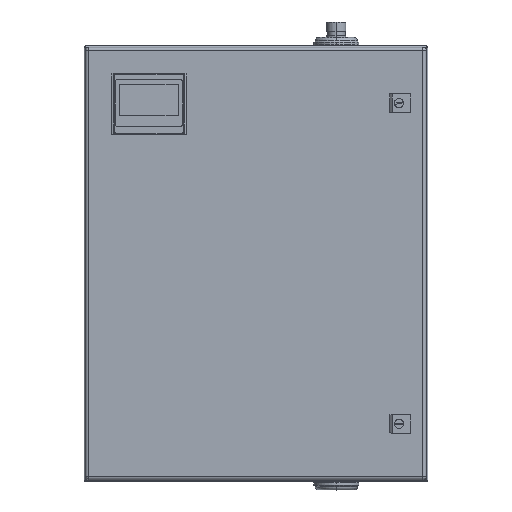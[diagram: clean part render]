
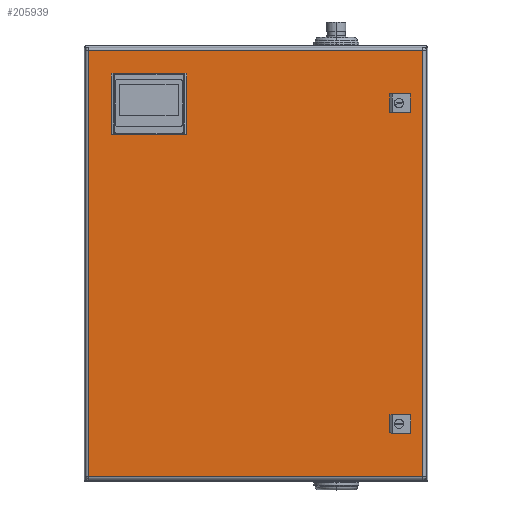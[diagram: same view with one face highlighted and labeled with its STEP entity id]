
A CAD part, top view. The second image highlights one B-rep face of the part: STEP entity #205939.
In plain terms, the highlighted planar face has unit normal (0, 0, 1).
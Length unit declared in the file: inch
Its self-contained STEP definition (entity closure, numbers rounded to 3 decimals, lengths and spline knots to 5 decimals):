
#678 = DIRECTION ( 'NONE',  ( 0., -1., 0. ) ) ;
#3211 = ORIENTED_EDGE ( 'NONE', *, *, #118004, .F. ) ;
#4126 = EDGE_CURVE ( 'NONE', #32360, #203755, #163020, .T. ) ;
#6128 = ORIENTED_EDGE ( 'NONE', *, *, #100905, .F. ) ;
#6420 = VERTEX_POINT ( 'NONE', #25411 ) ;
#7155 = ORIENTED_EDGE ( 'NONE', *, *, #7736, .T. ) ;
#7212 = DIRECTION ( 'NONE',  ( -1., 0., 0. ) ) ;
#7736 = EDGE_CURVE ( 'NONE', #149084, #35977, #112247, .T. ) ;
#8236 = LINE ( 'NONE', #9293, #113534 ) ;
#9181 = DIRECTION ( 'NONE',  ( 0., -1., 0. ) ) ;
#9293 = CARTESIAN_POINT ( 'NONE',  ( -11.51575, 10.58858, 8.26772 ) ) ;
#10159 = ORIENTED_EDGE ( 'NONE', *, *, #163448, .T. ) ;
#12993 = CARTESIAN_POINT ( 'NONE',  ( -9.73228, 12.8622, 8.26772 ) ) ;
#13686 = EDGE_CURVE ( 'NONE', #51017, #32360, #57877, .T. ) ;
#17956 = ORIENTED_EDGE ( 'NONE', *, *, #150062, .T. ) ;
#18366 = DIRECTION ( 'NONE',  ( 1., 0., 0. ) ) ;
#20095 = VECTOR ( 'NONE', #31131, 39.37008 ) ;
#23994 = ORIENTED_EDGE ( 'NONE', *, *, #62240, .T. ) ;
#25411 = CARTESIAN_POINT ( 'NONE',  ( 10.25787, -10.58858, 8.26772 ) ) ;
#26223 = AXIS2_PLACEMENT_3D ( 'NONE', #47289, #110711, #129445 ) ;
#26456 = DIRECTION ( 'NONE',  ( 0., -1., 0. ) ) ;
#28091 = LINE ( 'NONE', #63568, #20095 ) ;
#29361 = VERTEX_POINT ( 'NONE', #173305 ) ;
#29425 = EDGE_LOOP ( 'NONE', ( #59987, #40667, #7155, #17956 ) ) ;
#30681 = VERTEX_POINT ( 'NONE', #179829 ) ;
#31031 = CARTESIAN_POINT ( 'NONE',  ( 10.25787, -14.64567, 8.26772 ) ) ;
#31131 = DIRECTION ( 'NONE',  ( 0., 1., 0. ) ) ;
#32360 = VERTEX_POINT ( 'NONE', #48457 ) ;
#35977 = VERTEX_POINT ( 'NONE', #177668 ) ;
#36204 = DIRECTION ( 'NONE',  ( 0., 1., 0. ) ) ;
#37066 = CARTESIAN_POINT ( 'NONE',  ( 10.25787, -11.45866, 8.26772 ) ) ;
#39930 = VECTOR ( 'NONE', #678, 39.37008 ) ;
#40357 = VECTOR ( 'NONE', #26456, 39.37008 ) ;
#40667 = ORIENTED_EDGE ( 'NONE', *, *, #122791, .T. ) ;
#42436 = VECTOR ( 'NONE', #36204, 39.37008 ) ;
#44408 = CARTESIAN_POINT ( 'NONE',  ( -11.51575, 11.45866, 8.26772 ) ) ;
#47289 = CARTESIAN_POINT ( 'NONE',  ( -11.51575, -14.64567, 8.26772 ) ) ;
#48457 = CARTESIAN_POINT ( 'NONE',  ( 9.3878, -11.45866, 8.26772 ) ) ;
#51017 = VERTEX_POINT ( 'NONE', #37066 ) ;
#57877 = LINE ( 'NONE', #91152, #72948 ) ;
#58183 = EDGE_CURVE ( 'NONE', #6420, #51017, #59367, .T. ) ;
#59366 = DIRECTION ( 'NONE',  ( 1., 0., 0. ) ) ;
#59367 = LINE ( 'NONE', #31031, #137410 ) ;
#59987 = ORIENTED_EDGE ( 'NONE', *, *, #75856, .T. ) ;
#61652 = CARTESIAN_POINT ( 'NONE',  ( 9.3878, -10.58858, 8.26772 ) ) ;
#62240 = EDGE_CURVE ( 'NONE', #203755, #6420, #143343, .T. ) ;
#63568 = CARTESIAN_POINT ( 'NONE',  ( -4.98228, 12.8622, 8.26772 ) ) ;
#64331 = CARTESIAN_POINT ( 'NONE',  ( -11.51575, -10.58858, 8.26772 ) ) ;
#65399 = VECTOR ( 'NONE', #106676, 39.37008 ) ;
#65659 = CARTESIAN_POINT ( 'NONE',  ( -4.98228, 9.1122, 8.26772 ) ) ;
#66082 = DIRECTION ( 'NONE',  ( 1., 0., 0. ) ) ;
#69406 = VERTEX_POINT ( 'NONE', #195573 ) ;
#69690 = VERTEX_POINT ( 'NONE', #90161 ) ;
#70003 = EDGE_LOOP ( 'NONE', ( #182896, #166159, #125304, #10159 ) ) ;
#70673 = LINE ( 'NONE', #101750, #94611 ) ;
#70955 = LINE ( 'NONE', #90569, #70974 ) ;
#70974 = VECTOR ( 'NONE', #59366, 39.37008 ) ;
#72147 = CARTESIAN_POINT ( 'NONE',  ( -11.51575, -14.64567, 8.26772 ) ) ;
#72774 = CARTESIAN_POINT ( 'NONE',  ( 10.25787, -14.64567, 8.26772 ) ) ;
#72948 = VECTOR ( 'NONE', #172200, 39.37008 ) ;
#74855 = EDGE_CURVE ( 'NONE', #193149, #30681, #178358, .T. ) ;
#75856 = EDGE_CURVE ( 'NONE', #29361, #88226, #163211, .T. ) ;
#77806 = ORIENTED_EDGE ( 'NONE', *, *, #4126, .T. ) ;
#79885 = CARTESIAN_POINT ( 'NONE',  ( -9.73228, 12.8622, 8.26772 ) ) ;
#83013 = CARTESIAN_POINT ( 'NONE',  ( 9.3878, -14.64567, 8.26772 ) ) ;
#84387 = VECTOR ( 'NONE', #18366, 39.37008 ) ;
#84391 = CARTESIAN_POINT ( 'NONE',  ( 10.25787, 10.58858, 8.26772 ) ) ;
#85448 = VECTOR ( 'NONE', #9181, 39.37008 ) ;
#88226 = VERTEX_POINT ( 'NONE', #84391 ) ;
#90161 = CARTESIAN_POINT ( 'NONE',  ( -9.73228, 9.1122, 8.26772 ) ) ;
#90569 = CARTESIAN_POINT ( 'NONE',  ( -9.73228, 9.1122, 8.26772 ) ) ;
#91152 = CARTESIAN_POINT ( 'NONE',  ( -11.51575, -11.45866, 8.26772 ) ) ;
#92838 = CARTESIAN_POINT ( 'NONE',  ( 9.3878, 10.58858, 8.26772 ) ) ;
#93577 = VECTOR ( 'NONE', #95447, 39.37008 ) ;
#94611 = VECTOR ( 'NONE', #165184, 39.37008 ) ;
#95447 = DIRECTION ( 'NONE',  ( 1., 0., 0. ) ) ;
#97710 = CARTESIAN_POINT ( 'NONE',  ( 9.3878, -14.64567, 8.26772 ) ) ;
#98566 = DIRECTION ( 'NONE',  ( 0., 1., 0. ) ) ;
#100905 = EDGE_CURVE ( 'NONE', #130820, #69690, #144245, .T. ) ;
#101750 = CARTESIAN_POINT ( 'NONE',  ( 11.47638, -14.64567, 8.26772 ) ) ;
#101799 = LINE ( 'NONE', #196514, #194609 ) ;
#104627 = LINE ( 'NONE', #12993, #65399 ) ;
#106676 = DIRECTION ( 'NONE',  ( -1., 0., 0. ) ) ;
#109254 = ORIENTED_EDGE ( 'NONE', *, *, #171185, .F. ) ;
#109709 = EDGE_CURVE ( 'NONE', #149224, #193149, #123230, .T. ) ;
#110711 = DIRECTION ( 'NONE',  ( 0., 0., 1. ) ) ;
#112247 = LINE ( 'NONE', #97710, #42436 ) ;
#112640 = ORIENTED_EDGE ( 'NONE', *, *, #155197, .F. ) ;
#113114 = ORIENTED_EDGE ( 'NONE', *, *, #13686, .T. ) ;
#113534 = VECTOR ( 'NONE', #7212, 39.37008 ) ;
#114800 = CARTESIAN_POINT ( 'NONE',  ( -11.51575, -14.64567, 8.26772 ) ) ;
#118004 = EDGE_CURVE ( 'NONE', #122737, #126269, #28091, .T. ) ;
#121168 = FACE_BOUND ( 'NONE', #29425, .T. ) ;
#122197 = FACE_OUTER_BOUND ( 'NONE', #70003, .T. ) ;
#122737 = VERTEX_POINT ( 'NONE', #65659 ) ;
#122791 = EDGE_CURVE ( 'NONE', #88226, #149084, #8236, .T. ) ;
#123230 = LINE ( 'NONE', #151421, #40357 ) ;
#124747 = DIRECTION ( 'NONE',  ( 0., -1., 0. ) ) ;
#125304 = ORIENTED_EDGE ( 'NONE', *, *, #176698, .T. ) ;
#126269 = VERTEX_POINT ( 'NONE', #188951 ) ;
#129445 = DIRECTION ( 'NONE',  ( 1., 0., 0. ) ) ;
#130820 = VERTEX_POINT ( 'NONE', #165951 ) ;
#135177 = CARTESIAN_POINT ( 'NONE',  ( -11.51575, 14.64567, 8.26772 ) ) ;
#137410 = VECTOR ( 'NONE', #124747, 39.37008 ) ;
#138876 = FACE_BOUND ( 'NONE', #148084, .T. ) ;
#142194 = LINE ( 'NONE', #44408, #93577 ) ;
#143343 = LINE ( 'NONE', #64331, #84387 ) ;
#143903 = ORIENTED_EDGE ( 'NONE', *, *, #58183, .T. ) ;
#144245 = LINE ( 'NONE', #79885, #39930 ) ;
#148084 = EDGE_LOOP ( 'NONE', ( #6128, #112640, #3211, #109254 ) ) ;
#149084 = VERTEX_POINT ( 'NONE', #92838 ) ;
#149224 = VERTEX_POINT ( 'NONE', #135177 ) ;
#150062 = EDGE_CURVE ( 'NONE', #35977, #29361, #142194, .T. ) ;
#150647 = DIRECTION ( 'NONE',  ( -1., 0., 0. ) ) ;
#151421 = CARTESIAN_POINT ( 'NONE',  ( -11.51575, -14.64567, 8.26772 ) ) ;
#155197 = EDGE_CURVE ( 'NONE', #126269, #130820, #104627, .T. ) ;
#163020 = LINE ( 'NONE', #83013, #172684 ) ;
#163211 = LINE ( 'NONE', #72774, #85448 ) ;
#163448 = EDGE_CURVE ( 'NONE', #69406, #149224, #101799, .T. ) ;
#165184 = DIRECTION ( 'NONE',  ( 0., 1., 0. ) ) ;
#165951 = CARTESIAN_POINT ( 'NONE',  ( -9.73228, 12.8622, 8.26772 ) ) ;
#166159 = ORIENTED_EDGE ( 'NONE', *, *, #74855, .T. ) ;
#171185 = EDGE_CURVE ( 'NONE', #69690, #122737, #70955, .T. ) ;
#172200 = DIRECTION ( 'NONE',  ( -1., 0., 0. ) ) ;
#172684 = VECTOR ( 'NONE', #98566, 39.37008 ) ;
#173305 = CARTESIAN_POINT ( 'NONE',  ( 10.25787, 11.45866, 8.26772 ) ) ;
#176698 = EDGE_CURVE ( 'NONE', #30681, #69406, #70673, .T. ) ;
#177668 = CARTESIAN_POINT ( 'NONE',  ( 9.3878, 11.45866, 8.26772 ) ) ;
#178358 = LINE ( 'NONE', #114800, #178435 ) ;
#178435 = VECTOR ( 'NONE', #66082, 39.37008 ) ;
#179829 = CARTESIAN_POINT ( 'NONE',  ( 11.47638, -14.64567, 8.26772 ) ) ;
#182896 = ORIENTED_EDGE ( 'NONE', *, *, #109709, .T. ) ;
#184743 = FACE_BOUND ( 'NONE', #191143, .T. ) ;
#185760 = PLANE ( 'NONE',  #26223 ) ;
#188951 = CARTESIAN_POINT ( 'NONE',  ( -4.98228, 12.8622, 8.26772 ) ) ;
#191143 = EDGE_LOOP ( 'NONE', ( #143903, #113114, #77806, #23994 ) ) ;
#193149 = VERTEX_POINT ( 'NONE', #72147 ) ;
#194609 = VECTOR ( 'NONE', #150647, 39.37008 ) ;
#195573 = CARTESIAN_POINT ( 'NONE',  ( 11.47638, 14.64567, 8.26772 ) ) ;
#196514 = CARTESIAN_POINT ( 'NONE',  ( -11.51575, 14.64567, 8.26772 ) ) ;
#203755 = VERTEX_POINT ( 'NONE', #61652 ) ;
#205939 = ADVANCED_FACE ( 'NONE', ( #138876, #122197, #121168, #184743 ), #185760, .T. ) ;
